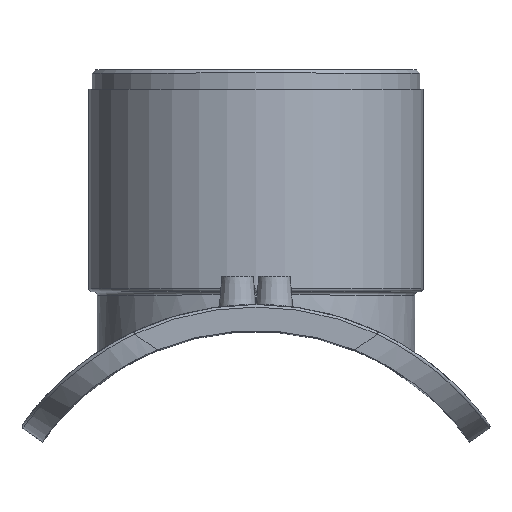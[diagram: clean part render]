
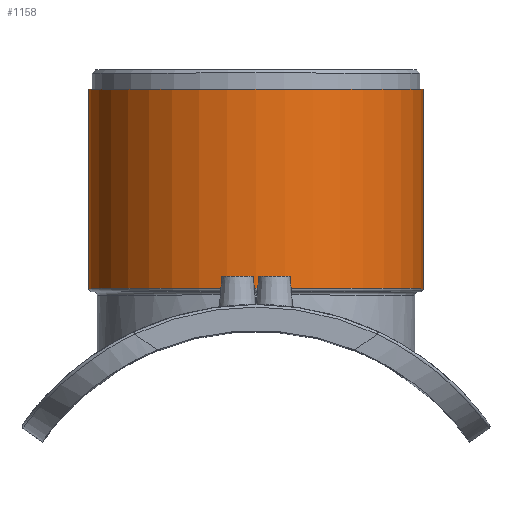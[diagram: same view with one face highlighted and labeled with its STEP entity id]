
A CAD part, top view. The second image highlights one B-rep face of the part: STEP entity #1158.
In plain terms, the highlighted cylindrical face has radius 80 mm (diameter 160 mm), a full revolution.
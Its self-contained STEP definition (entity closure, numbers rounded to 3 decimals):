
#51=FACE_BOUND('',#251,.T.);
#157=FACE_OUTER_BOUND('',#250,.T.);
#250=EDGE_LOOP('',(#1014));
#251=EDGE_LOOP('',(#1015));
#325=CIRCLE('',#1282,80.);
#327=CIRCLE('',#1286,80.);
#573=VERTEX_POINT('',#3014);
#575=VERTEX_POINT('',#3020);
#731=EDGE_CURVE('',#573,#573,#325,.T.);
#733=EDGE_CURVE('',#575,#575,#327,.T.);
#1014=ORIENTED_EDGE('',*,*,#733,.F.);
#1015=ORIENTED_EDGE('',*,*,#731,.F.);
#1087=CYLINDRICAL_SURFACE('',#1285,80.);
#1158=ADVANCED_FACE('',(#157,#51),#1087,.T.);
#1282=AXIS2_PLACEMENT_3D('',#3015,#1576,#1577);
#1285=AXIS2_PLACEMENT_3D('',#3019,#1582,#1583);
#1286=AXIS2_PLACEMENT_3D('',#3021,#1584,#1585);
#1576=DIRECTION('center_axis',(0.,-1.,0.));
#1577=DIRECTION('ref_axis',(0.,0.,-1.));
#1582=DIRECTION('center_axis',(0.,1.,0.));
#1583=DIRECTION('ref_axis',(0.,0.,1.));
#1584=DIRECTION('center_axis',(0.,1.,0.));
#1585=DIRECTION('ref_axis',(1.,0.,0.));
#3014=CARTESIAN_POINT('',(0.,145.35,80.));
#3015=CARTESIAN_POINT('Origin',(0.,145.35,0.));
#3019=CARTESIAN_POINT('Origin',(0.,192.188,0.));
#3020=CARTESIAN_POINT('',(0.,240.625,80.));
#3021=CARTESIAN_POINT('Origin',(0.,240.625,0.));
